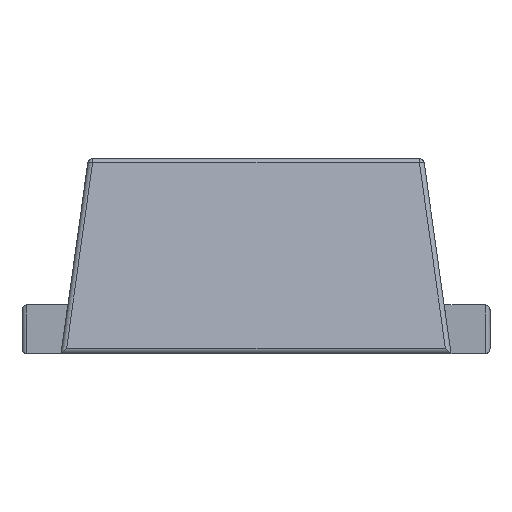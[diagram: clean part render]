
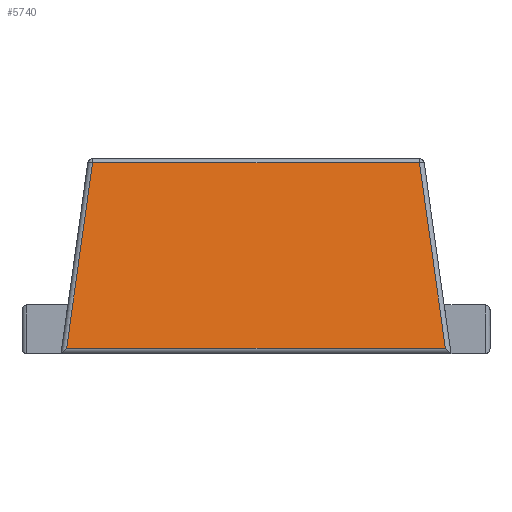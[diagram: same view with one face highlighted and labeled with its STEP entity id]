
A CAD part, left-side view. The second image highlights one B-rep face of the part: STEP entity #5740.
In plain terms, the highlighted planar face has unit normal (-0.99, 0, 0.139).
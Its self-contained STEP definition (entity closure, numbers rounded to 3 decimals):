
#679 = CARTESIAN_POINT ( 'NONE',  ( -1.497, 0.777, 0.023 ) ) ;
#1438 = EDGE_LOOP ( 'NONE', ( #4923, #14670, #2995, #5227 ) ) ;
#2742 = LINE ( 'NONE', #9424, #14568 ) ;
#2995 = ORIENTED_EDGE ( 'NONE', *, *, #12017, .T. ) ;
#3734 = DIRECTION ( 'NONE',  ( 0.139, 0., 0.99 ) ) ;
#3875 = VERTEX_POINT ( 'NONE', #4313 ) ;
#4038 = LINE ( 'NONE', #13895, #13160 ) ;
#4195 = EDGE_CURVE ( 'NONE', #8885, #14473, #6751, .T. ) ;
#4313 = CARTESIAN_POINT ( 'NONE',  ( -1.39, -0.67, 0.783 ) ) ;
#4923 = ORIENTED_EDGE ( 'NONE', *, *, #5235, .T. ) ;
#5227 = ORIENTED_EDGE ( 'NONE', *, *, #5421, .T. ) ;
#5235 = EDGE_CURVE ( 'NONE', #3875, #8885, #2742, .T. ) ;
#5396 = CARTESIAN_POINT ( 'NONE',  ( -1.5, -0.8, 0. ) ) ;
#5421 = EDGE_CURVE ( 'NONE', #11290, #3875, #4038, .T. ) ;
#5740 = ADVANCED_FACE ( 'NONE', ( #18907 ), #7450, .T. ) ;
#6145 = CARTESIAN_POINT ( 'NONE',  ( -1.497, -0.8, 0.023 ) ) ;
#6751 = LINE ( 'NONE', #19964, #11027 ) ;
#6883 = AXIS2_PLACEMENT_3D ( 'NONE', #5396, #12048, #3734 ) ;
#7450 = PLANE ( 'NONE',  #6883 ) ;
#8885 = VERTEX_POINT ( 'NONE', #11046 ) ;
#9424 = CARTESIAN_POINT ( 'NONE',  ( -1.39, -0.8, 0.783 ) ) ;
#10712 = DIRECTION ( 'NONE',  ( 0.138, 0.138, 0.981 ) ) ;
#11027 = VECTOR ( 'NONE', #13746, 1000. ) ;
#11046 = CARTESIAN_POINT ( 'NONE',  ( -1.39, 0.67, 0.783 ) ) ;
#11176 = DIRECTION ( 'NONE',  ( 0., -1., 0. ) ) ;
#11280 = VECTOR ( 'NONE', #11176, 1000. ) ;
#11290 = VERTEX_POINT ( 'NONE', #16700 ) ;
#12017 = EDGE_CURVE ( 'NONE', #14473, #11290, #17916, .T. ) ;
#12048 = DIRECTION ( 'NONE',  ( -0.99, 0., 0.139 ) ) ;
#13160 = VECTOR ( 'NONE', #10712, 1000. ) ;
#13746 = DIRECTION ( 'NONE',  ( -0.138, 0.138, -0.981 ) ) ;
#13895 = CARTESIAN_POINT ( 'NONE',  ( -1.5, -0.781, -0.003 ) ) ;
#14473 = VERTEX_POINT ( 'NONE', #679 ) ;
#14568 = VECTOR ( 'NONE', #16103, 1000. ) ;
#14670 = ORIENTED_EDGE ( 'NONE', *, *, #4195, .T. ) ;
#16103 = DIRECTION ( 'NONE',  ( 0., 1., 0. ) ) ;
#16700 = CARTESIAN_POINT ( 'NONE',  ( -1.497, -0.777, 0.023 ) ) ;
#17916 = LINE ( 'NONE', #6145, #11280 ) ;
#18907 = FACE_OUTER_BOUND ( 'NONE', #1438, .T. ) ;
#19964 = CARTESIAN_POINT ( 'NONE',  ( -1.47, 0.75, 0.214 ) ) ;
